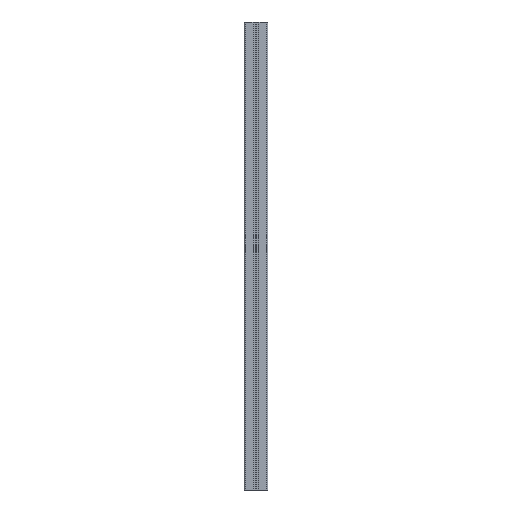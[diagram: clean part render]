
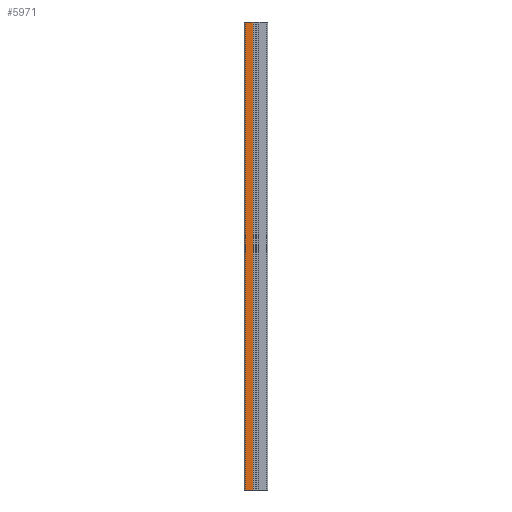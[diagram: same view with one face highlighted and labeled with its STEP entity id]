
A CAD part, left-side view. The second image highlights one B-rep face of the part: STEP entity #5971.
In plain terms, the highlighted planar face has unit normal (-1, 0, 0).
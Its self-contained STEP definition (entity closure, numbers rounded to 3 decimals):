
#103 = DIRECTION ( 'NONE',  ( 0., 0., -1. ) ) ;
#625 = EDGE_LOOP ( 'NONE', ( #10188, #5691, #6082, #9365 ) ) ;
#1209 = FACE_OUTER_BOUND ( 'NONE', #625, .T. ) ;
#1866 = VECTOR ( 'NONE', #3947, 1000. ) ;
#1956 = CARTESIAN_POINT ( 'NONE',  ( -25., 23., -1000. ) ) ;
#1981 = VERTEX_POINT ( 'NONE', #5672 ) ;
#2083 = CARTESIAN_POINT ( 'NONE',  ( -25., 25., 0. ) ) ;
#2616 = VERTEX_POINT ( 'NONE', #3461 ) ;
#3256 = PLANE ( 'NONE',  #8381 ) ;
#3461 = CARTESIAN_POINT ( 'NONE',  ( -25., 6.325, 0. ) ) ;
#3947 = DIRECTION ( 'NONE',  ( 0., 1., 0. ) ) ;
#4007 = CARTESIAN_POINT ( 'NONE',  ( -25., 25., -1000. ) ) ;
#4162 = CARTESIAN_POINT ( 'NONE',  ( -25., 23., -1000. ) ) ;
#4401 = CARTESIAN_POINT ( 'NONE',  ( -25., 6.325, -1000. ) ) ;
#4960 = VERTEX_POINT ( 'NONE', #1956 ) ;
#5125 = CARTESIAN_POINT ( 'NONE',  ( -25., 25., -1000. ) ) ;
#5333 = VECTOR ( 'NONE', #103, 1000. ) ;
#5672 = CARTESIAN_POINT ( 'NONE',  ( -25., 23., 0. ) ) ;
#5691 = ORIENTED_EDGE ( 'NONE', *, *, #10575, .T. ) ;
#5971 = ADVANCED_FACE ( 'NONE', ( #1209 ), #3256, .T. ) ;
#6082 = ORIENTED_EDGE ( 'NONE', *, *, #9781, .F. ) ;
#7608 = VERTEX_POINT ( 'NONE', #4401 ) ;
#7875 = DIRECTION ( 'NONE',  ( 0., 0., -1. ) ) ;
#8381 = AXIS2_PLACEMENT_3D ( 'NONE', #5125, #10127, #9034 ) ;
#8807 = LINE ( 'NONE', #4007, #1866 ) ;
#9034 = DIRECTION ( 'NONE',  ( 0., 0., 1. ) ) ;
#9365 = ORIENTED_EDGE ( 'NONE', *, *, #12129, .F. ) ;
#9781 = EDGE_CURVE ( 'NONE', #7608, #4960, #8807, .T. ) ;
#10034 = LINE ( 'NONE', #2083, #11254 ) ;
#10127 = DIRECTION ( 'NONE',  ( -1., 0., 0. ) ) ;
#10188 = ORIENTED_EDGE ( 'NONE', *, *, #12538, .T. ) ;
#10575 = EDGE_CURVE ( 'NONE', #1981, #4960, #10825, .T. ) ;
#10825 = LINE ( 'NONE', #4162, #5333 ) ;
#10859 = DIRECTION ( 'NONE',  ( 0., 1., 0. ) ) ;
#11254 = VECTOR ( 'NONE', #10859, 1000. ) ;
#11667 = CARTESIAN_POINT ( 'NONE',  ( -25., 6.325, -1000. ) ) ;
#11791 = LINE ( 'NONE', #11667, #12669 ) ;
#12129 = EDGE_CURVE ( 'NONE', #2616, #7608, #11791, .T. ) ;
#12538 = EDGE_CURVE ( 'NONE', #2616, #1981, #10034, .T. ) ;
#12669 = VECTOR ( 'NONE', #7875, 1000. ) ;
